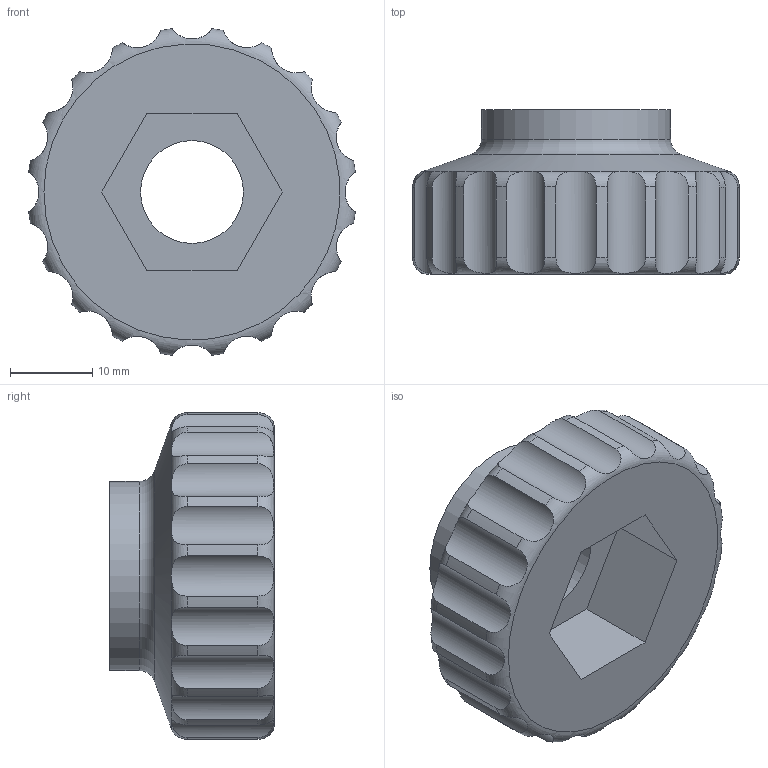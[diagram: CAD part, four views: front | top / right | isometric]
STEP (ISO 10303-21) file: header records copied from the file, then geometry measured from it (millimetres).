
FILE_DESCRIPTION(/* description */ (''),/* implementation_level */ '2;1');
FILE_NAME(/* name */ 'axe_porte_outil_ecrou.stp',/* time_stamp */ '2021-03-29T18:31:44+02:00',/* author */ ('Utilisateur'),/* organization */ (''),/* preprocessor_version */ 'ST-DEVELOPER v16.5',/* originating_system */ 'Autodesk Inventor 2017',/* authorisation */ '');
FILE_SCHEMA (('AUTOMOTIVE_DESIGN { 1 0 10303 214 3 1 1 }'));
Length unit declared in the file: millimetre
Products named in the file (1): axe_porte_outil_ecrou
Bounding box: 39.7 x 20 x 39.7 mm (x, y, z)
Volume: 14015.4 mm3; surface area: 5160.2 mm2
Topology: 1 solids, 1 shells, 74 faces, 212 edges, 141 vertices
Faces by surface type: cylinder 42, torus 22, plane 9, cone 1
Full cylindrical faces by diameter (mm): 12.5 x1, 23 x1
Entity records: 3256 total; most frequent: CARTESIAN_POINT 1357, ORIENTED_EDGE 408, DIRECTION 380, EDGE_CURVE 204, AXIS2_PLACEMENT_3D 161, VERTEX_POINT 138, EDGE_LOOP 82, FACE_OUTER_BOUND 74
